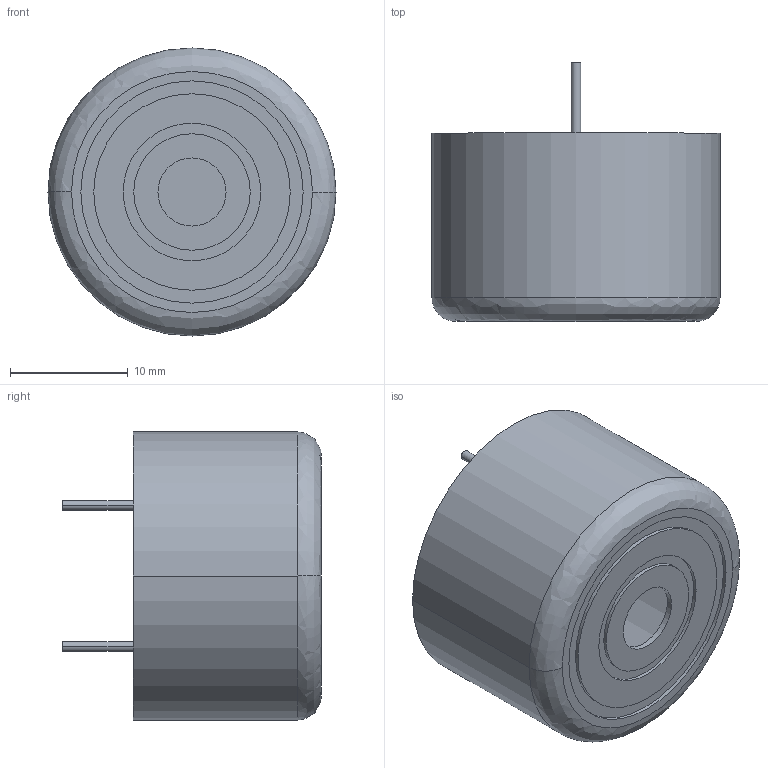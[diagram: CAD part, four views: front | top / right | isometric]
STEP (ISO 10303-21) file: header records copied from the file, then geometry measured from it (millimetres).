
FILE_DESCRIPTION((''),'2;1');
FILE_NAME('KPEG203','2021-09-19T09:36:45',('fanchengpeng'),(''),'CREO PARAMETRIC BY PTC INC, 2018500','CREO PARAMETRIC BY PTC INC, 2018500','');
FILE_SCHEMA(('CONFIG_CONTROL_DESIGN','SHAPE_APPEARANCE_LAYERS_GROUPS'));
Length unit declared in the file: millimetre
Products named in the file (1): KPEG203
Bounding box: 24.5 x 22 x 24.5 mm (x, y, z)
Volume: 973.1 mm3; surface area: 4073.2 mm2
Topology: 1 solids, 1 shells, 32 faces, 446 edges, 788 vertices
Faces by surface type: bspline 32
Entity records: 3406 total; most frequent: CARTESIAN_POINT 1079, DIRECTION 496, VECTOR 398, LINE 398, TRIMMED_CURVE 384, ORIENTED_EDGE 124, EDGE_CURVE 62, AXIS2_PLACEMENT_3D 49
